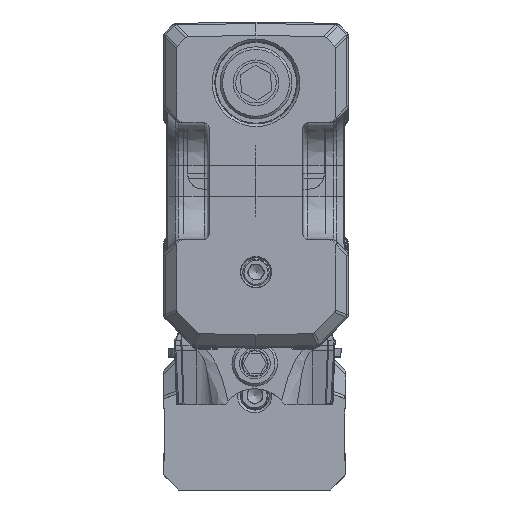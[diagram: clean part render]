
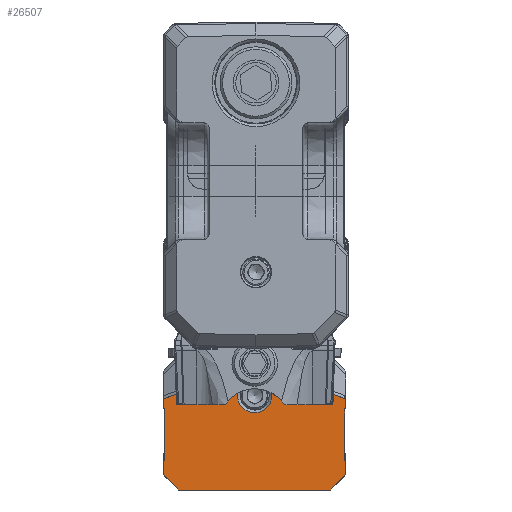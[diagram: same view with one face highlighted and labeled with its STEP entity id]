
A CAD part, front view. The second image highlights one B-rep face of the part: STEP entity #26507.
In plain terms, the highlighted planar face has unit normal (0, -1, 0).
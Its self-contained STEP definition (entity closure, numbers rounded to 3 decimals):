
#6648=FACE_BOUND('',#41009,.T.);
#6649=FACE_BOUND('',#41010,.T.);
#26507=ADVANCED_FACE('',(#6648,#6649),#29331,.F.);
#29331=PLANE('',#122761);
#41009=EDGE_LOOP('',(#65778,#65779,#65780,#65781,#65782,#65783,#65784,#65785,
#65786,#65787,#65788,#65789,#65790,#65791,#65792,#65793,#65794,#65795,#65796,
#65797,#65798,#65799));
#41010=EDGE_LOOP('',(#65800));
#65778=ORIENTED_EDGE('',*,*,#91039,.T.);
#65779=ORIENTED_EDGE('',*,*,#88134,.T.);
#65780=ORIENTED_EDGE('',*,*,#88135,.F.);
#65781=ORIENTED_EDGE('',*,*,#88153,.T.);
#65782=ORIENTED_EDGE('',*,*,#91038,.T.);
#65783=ORIENTED_EDGE('',*,*,#90787,.T.);
#65784=ORIENTED_EDGE('',*,*,#88721,.F.);
#65785=ORIENTED_EDGE('',*,*,#90854,.T.);
#65786=ORIENTED_EDGE('',*,*,#91026,.T.);
#65787=ORIENTED_EDGE('',*,*,#88208,.T.);
#65788=ORIENTED_EDGE('',*,*,#88194,.T.);
#65789=ORIENTED_EDGE('',*,*,#88183,.T.);
#65790=ORIENTED_EDGE('',*,*,#88708,.T.);
#65791=ORIENTED_EDGE('',*,*,#90857,.F.);
#65792=ORIENTED_EDGE('',*,*,#90505,.F.);
#65793=ORIENTED_EDGE('',*,*,#90507,.F.);
#65794=ORIENTED_EDGE('',*,*,#90916,.F.);
#65795=ORIENTED_EDGE('',*,*,#88659,.T.);
#65796=ORIENTED_EDGE('',*,*,#90918,.T.);
#65797=ORIENTED_EDGE('',*,*,#90812,.T.);
#65798=ORIENTED_EDGE('',*,*,#90811,.T.);
#65799=ORIENTED_EDGE('',*,*,#90492,.T.);
#65800=ORIENTED_EDGE('',*,*,#88435,.T.);
#75902=VERTEX_POINT('',#194585);
#75903=VERTEX_POINT('',#194587);
#75904=VERTEX_POINT('',#194591);
#75919=VERTEX_POINT('',#194625);
#75940=VERTEX_POINT('',#194682);
#75943=VERTEX_POINT('',#194687);
#75953=VERTEX_POINT('',#194711);
#75962=VERTEX_POINT('',#194735);
#76148=VERTEX_POINT('',#195299);
#76326=VERTEX_POINT('',#195806);
#76327=VERTEX_POINT('',#195808);
#76373=VERTEX_POINT('',#195967);
#76382=VERTEX_POINT('',#195991);
#76383=VERTEX_POINT('',#195993);
#77508=VERTEX_POINT('',#207613);
#77509=VERTEX_POINT('',#207615);
#77515=VERTEX_POINT('',#207636);
#77516=VERTEX_POINT('',#207638);
#77517=VERTEX_POINT('',#207642);
#77635=VERTEX_POINT('',#209322);
#77646=VERTEX_POINT('',#209405);
#77647=VERTEX_POINT('',#209409);
#77661=VERTEX_POINT('',#209564);
#88134=EDGE_CURVE('',#75902,#75903,#98326,.T.);
#88135=EDGE_CURVE('',#75904,#75903,#98327,.T.);
#88153=EDGE_CURVE('',#75904,#75919,#98340,.T.);
#88183=EDGE_CURVE('',#75940,#75943,#98361,.T.);
#88194=EDGE_CURVE('',#75953,#75940,#98367,.T.);
#88208=EDGE_CURVE('',#75962,#75953,#98378,.T.);
#88435=EDGE_CURVE('',#76148,#76148,#112040,.T.);
#88659=EDGE_CURVE('',#76327,#76326,#98590,.T.);
#88708=EDGE_CURVE('',#75943,#76373,#98609,.T.);
#88721=EDGE_CURVE('',#76382,#76383,#98619,.T.);
#90492=EDGE_CURVE('',#77509,#77508,#99247,.T.);
#90505=EDGE_CURVE('',#77516,#77515,#112600,.T.);
#90507=EDGE_CURVE('',#77517,#77516,#99260,.T.);
#90787=EDGE_CURVE('',#77635,#76383,#99408,.T.);
#90811=EDGE_CURVE('',#77646,#77509,#112634,.T.);
#90812=EDGE_CURVE('',#77647,#77646,#99424,.T.);
#90854=EDGE_CURVE('',#76382,#77661,#99458,.T.);
#90857=EDGE_CURVE('',#77515,#76373,#99461,.T.);
#90916=EDGE_CURVE('',#76327,#77517,#112650,.T.);
#90918=EDGE_CURVE('',#76326,#77647,#112651,.T.);
#91026=EDGE_CURVE('',#77661,#75962,#99559,.T.);
#91038=EDGE_CURVE('',#75919,#77635,#99571,.T.);
#91039=EDGE_CURVE('',#77508,#75902,#99572,.T.);
#98326=LINE('',#194588,#106613);
#98327=LINE('',#194590,#106614);
#98340=LINE('',#194626,#106627);
#98361=LINE('',#194688,#106648);
#98367=LINE('',#194710,#106654);
#98378=LINE('',#194738,#106665);
#98590=LINE('',#195807,#106877);
#98609=LINE('',#195968,#106896);
#98619=LINE('',#195992,#106906);
#99247=LINE('',#207614,#107607);
#99260=LINE('',#207643,#107620);
#99408=LINE('',#209324,#107768);
#99424=LINE('',#209408,#107784);
#99458=LINE('',#209565,#107818);
#99461=LINE('',#209571,#107821);
#99559=LINE('',#210238,#107919);
#99571=LINE('',#210268,#107931);
#99572=LINE('',#210271,#107932);
#106613=VECTOR('',#139910,1.);
#106614=VECTOR('',#139913,1.);
#106627=VECTOR('',#139940,1.);
#106648=VECTOR('',#139995,1.);
#106654=VECTOR('',#140015,1.);
#106665=VECTOR('',#140038,1.);
#106877=VECTOR('',#140980,1.);
#106896=VECTOR('',#141041,1.);
#106906=VECTOR('',#141061,1.);
#107607=VECTOR('',#143796,1.);
#107620=VECTOR('',#143823,1.);
#107768=VECTOR('',#144339,1.);
#107784=VECTOR('',#144421,1.);
#107818=VECTOR('',#144511,1.);
#107821=VECTOR('',#144518,1.);
#107919=VECTOR('',#144942,1.);
#107931=VECTOR('',#144990,1.);
#107932=VECTOR('',#144995,1.);
#112040=CIRCLE('',#121103,1.7);
#112600=CIRCLE('',#122328,0.8);
#112634=CIRCLE('',#122545,0.8);
#112650=CIRCLE('',#122637,0.8);
#112651=CIRCLE('',#122641,0.8);
#121103=AXIS2_PLACEMENT_3D('',#195298,#140515,#140516);
#122328=AXIS2_PLACEMENT_3D('',#207639,#143818,#143819);
#122545=AXIS2_PLACEMENT_3D('',#209406,#144417,#144418);
#122637=AXIS2_PLACEMENT_3D('',#209888,#144662,#144663);
#122641=AXIS2_PLACEMENT_3D('',#209893,#144671,#144672);
#122761=AXIS2_PLACEMENT_3D('',#210273,#144998,#144999);
#139910=DIRECTION('',(1.,0.,0.));
#139913=DIRECTION('',(0.,0.,1.));
#139940=DIRECTION('',(-1.,0.,0.));
#139995=DIRECTION('',(1.,0.,0.));
#140015=DIRECTION('',(0.,0.,1.));
#140038=DIRECTION('',(-1.,0.,0.));
#140515=DIRECTION('',(0.,1.,0.));
#140516=DIRECTION('',(-1.,0.,0.));
#140980=DIRECTION('',(-1.,0.,0.));
#141041=DIRECTION('',(0.,0.,1.));
#141061=DIRECTION('',(-1.,0.,0.));
#143796=DIRECTION('',(-0.94,0.,-0.342));
#143818=DIRECTION('',(0.,-1.,0.));
#143819=DIRECTION('',(-1.,0.,0.));
#143823=DIRECTION('',(-0.5,0.,-0.866));
#144339=DIRECTION('',(0.707,0.,-0.707));
#144417=DIRECTION('',(0.,1.,0.));
#144418=DIRECTION('',(-1.,0.,0.));
#144421=DIRECTION('',(0.5,0.,-0.866));
#144511=DIRECTION('',(0.707,0.,0.707));
#144518=DIRECTION('',(0.94,0.,-0.342));
#144662=DIRECTION('',(0.,1.,0.));
#144663=DIRECTION('',(-1.,0.,0.));
#144671=DIRECTION('',(0.,-1.,0.));
#144672=DIRECTION('',(-1.,0.,0.));
#144942=DIRECTION('',(0.,0.,1.));
#144990=DIRECTION('',(0.,0.,-1.));
#144995=DIRECTION('',(0.,0.,-1.));
#144998=DIRECTION('',(0.,1.,0.));
#144999=DIRECTION('',(0.,0.,1.));
#194585=CARTESIAN_POINT('',(-9.,502.5,-38.2));
#194587=CARTESIAN_POINT('',(-8.885,502.5,-38.2));
#194588=CARTESIAN_POINT('',(0.,502.5,-38.2));
#194590=CARTESIAN_POINT('',(-8.885,502.5,-46.2));
#194591=CARTESIAN_POINT('',(-8.885,502.5,-43.285));
#194625=CARTESIAN_POINT('',(-9.,502.5,-43.285));
#194626=CARTESIAN_POINT('',(0.,502.5,-43.285));
#194682=CARTESIAN_POINT('',(8.885,502.5,-38.2));
#194687=CARTESIAN_POINT('',(9.,502.5,-38.2));
#194688=CARTESIAN_POINT('',(0.,502.5,-38.2));
#194710=CARTESIAN_POINT('',(8.885,502.5,-46.2));
#194711=CARTESIAN_POINT('',(8.885,502.5,-43.285));
#194735=CARTESIAN_POINT('',(9.,502.5,-43.285));
#194738=CARTESIAN_POINT('',(0.,502.5,-43.285));
#195298=CARTESIAN_POINT('',(0.,502.5,-36.874));
#195299=CARTESIAN_POINT('',(-1.7,502.5,-36.874));
#195806=CARTESIAN_POINT('',(-5.922,502.5,-33.2));
#195807=CARTESIAN_POINT('',(0.,502.5,-33.2));
#195808=CARTESIAN_POINT('',(5.922,502.5,-33.2));
#195967=CARTESIAN_POINT('',(9.,502.5,-37.2));
#195968=CARTESIAN_POINT('',(9.,502.5,-46.2));
#195991=CARTESIAN_POINT('',(7.5,502.5,-46.2));
#195992=CARTESIAN_POINT('',(0.,502.5,-46.2));
#195993=CARTESIAN_POINT('',(-7.5,502.5,-46.2));
#207613=CARTESIAN_POINT('',(-9.,502.5,-37.2));
#207614=CARTESIAN_POINT('',(-3.945,502.5,-35.36));
#207615=CARTESIAN_POINT('',(-5.922,502.5,-36.08));
#207636=CARTESIAN_POINT('',(5.922,502.5,-36.08));
#207638=CARTESIAN_POINT('',(5.502,502.5,-34.928));
#207639=CARTESIAN_POINT('',(6.195,502.5,-35.328));
#207642=CARTESIAN_POINT('',(5.985,502.5,-34.092));
#207643=CARTESIAN_POINT('',(-0.754,502.5,-45.765));
#209322=CARTESIAN_POINT('',(-9.,502.5,-44.7));
#209324=CARTESIAN_POINT('',(-3.75,502.5,-49.95));
#209405=CARTESIAN_POINT('',(-5.502,502.5,-34.928));
#209406=CARTESIAN_POINT('',(-6.195,502.5,-35.328));
#209408=CARTESIAN_POINT('',(0.754,502.5,-45.765));
#209409=CARTESIAN_POINT('',(-5.985,502.5,-34.092));
#209564=CARTESIAN_POINT('',(9.,502.5,-44.7));
#209565=CARTESIAN_POINT('',(3.75,502.5,-49.95));
#209571=CARTESIAN_POINT('',(3.945,502.5,-35.36));
#209888=CARTESIAN_POINT('',(5.292,502.5,-33.692));
#209893=CARTESIAN_POINT('',(-5.292,502.5,-33.692));
#210238=CARTESIAN_POINT('',(9.,502.5,-46.2));
#210268=CARTESIAN_POINT('',(-9.,502.5,-46.2));
#210271=CARTESIAN_POINT('',(-9.,502.5,-46.2));
#210273=CARTESIAN_POINT('',(0.,502.5,-46.2));
